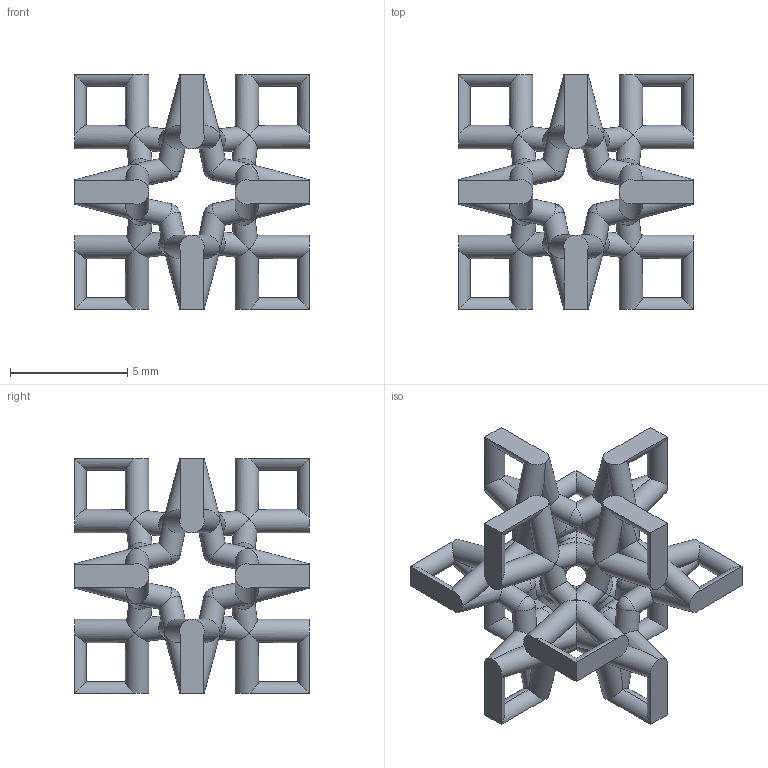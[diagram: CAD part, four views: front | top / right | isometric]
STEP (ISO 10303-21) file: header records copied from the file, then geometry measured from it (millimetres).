
FILE_DESCRIPTION(('Open CASCADE Model'),'2;1');
FILE_NAME('Open CASCADE Shape Model','2024-06-13T09:15:14',('Author'),( 'Open CASCADE'),'Open CASCADE STEP processor 7.7','Open CASCADE 7.7' ,'Unknown');
FILE_SCHEMA(('AUTOMOTIVE_DESIGN { 1 0 10303 214 1 1 1 1 }'));
Length unit declared in the file: millimetre
Products named in the file (1): Open CASCADE STEP translator 7.7 1
Bounding box: 10 x 10 x 10 mm (x, y, z)
Volume: 142.1 mm3; surface area: 563.8 mm2
Topology: 1 solids, 1 shells, 206 faces, 862 edges, 576 vertices
Faces by surface type: cylinder 126, sphere 56, plane 24
Full cylindrical faces by diameter (mm): 1 x96
Entity records: 27364 total; most frequent: CARTESIAN_POINT 12447, DIRECTION 2504, ORIENTED_EDGE 1708, PCURVE 1708, DEFINITIONAL_REPRESENTATION 1708, B_SPLINE_CURVE_WITH_KNOTS 1164, AXIS2_PLACEMENT_3D 899, EDGE_CURVE 854
